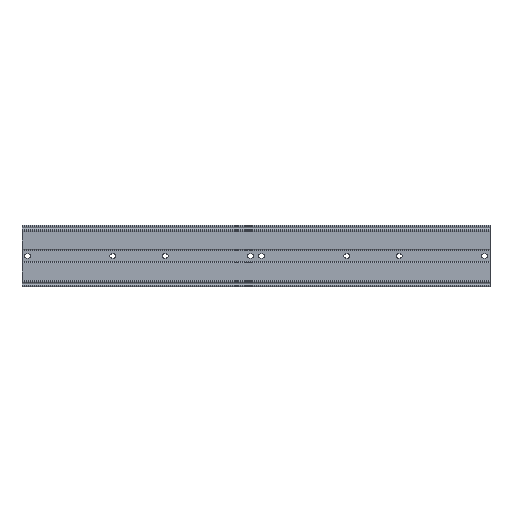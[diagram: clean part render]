
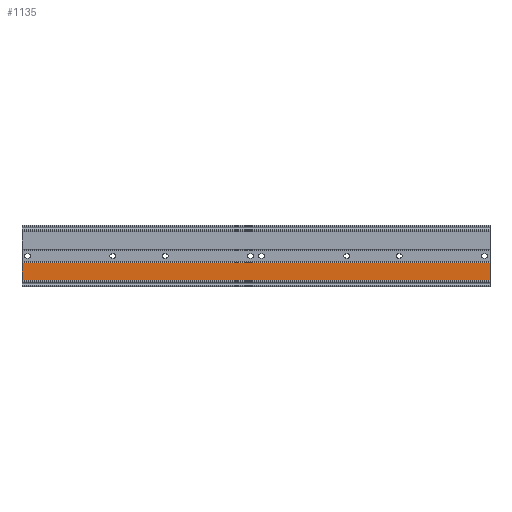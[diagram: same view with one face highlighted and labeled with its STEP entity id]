
A CAD part, top view. The second image highlights one B-rep face of the part: STEP entity #1135.
In plain terms, the highlighted planar face has unit normal (0, 0, 1).
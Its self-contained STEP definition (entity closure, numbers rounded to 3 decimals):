
#999=FACE_OUTER_BOUND('',#1389,.T.);
#1135=ADVANCED_FACE('',(#999),#1246,.T.);
#1246=PLANE('',#3963);
#1389=EDGE_LOOP('',(#1914,#1915,#1916,#1917));
#1914=ORIENTED_EDGE('',*,*,#2948,.F.);
#1915=ORIENTED_EDGE('',*,*,#2947,.F.);
#1916=ORIENTED_EDGE('',*,*,#2949,.T.);
#1917=ORIENTED_EDGE('',*,*,#2950,.T.);
#2620=VERTEX_POINT('',#5427);
#2621=VERTEX_POINT('',#5429);
#2622=VERTEX_POINT('',#5433);
#2623=VERTEX_POINT('',#5435);
#2947=EDGE_CURVE('',#2621,#2620,#3269,.T.);
#2948=EDGE_CURVE('',#2620,#2622,#3270,.T.);
#2949=EDGE_CURVE('',#2621,#2623,#3271,.T.);
#2950=EDGE_CURVE('',#2623,#2622,#3272,.T.);
#3269=LINE('',#5430,#3545);
#3270=LINE('',#5432,#3546);
#3271=LINE('',#5434,#3547);
#3272=LINE('',#5436,#3548);
#3545=VECTOR('',#4554,1.);
#3546=VECTOR('',#4557,1.);
#3547=VECTOR('',#4558,1.);
#3548=VECTOR('',#4559,1.);
#3963=AXIS2_PLACEMENT_3D('',#5437,#4560,#4561);
#4554=DIRECTION('',(-1.,0.,0.));
#4557=DIRECTION('',(0.,1.,0.));
#4558=DIRECTION('',(0.,1.,0.));
#4559=DIRECTION('',(-1.,0.,0.));
#4560=DIRECTION('',(0.,0.,1.));
#4561=DIRECTION('',(1.,0.,0.));
#5427=CARTESIAN_POINT('',(0.,13.5,14.25));
#5429=CARTESIAN_POINT('',(1000.,13.5,14.25));
#5430=CARTESIAN_POINT('',(1000.,13.5,14.25));
#5432=CARTESIAN_POINT('',(0.,13.5,14.25));
#5433=CARTESIAN_POINT('',(0.,50.75,14.25));
#5434=CARTESIAN_POINT('',(1000.,13.5,14.25));
#5435=CARTESIAN_POINT('',(1000.,50.75,14.25));
#5436=CARTESIAN_POINT('',(1000.,50.75,14.25));
#5437=CARTESIAN_POINT('',(1000.,13.5,14.25));
